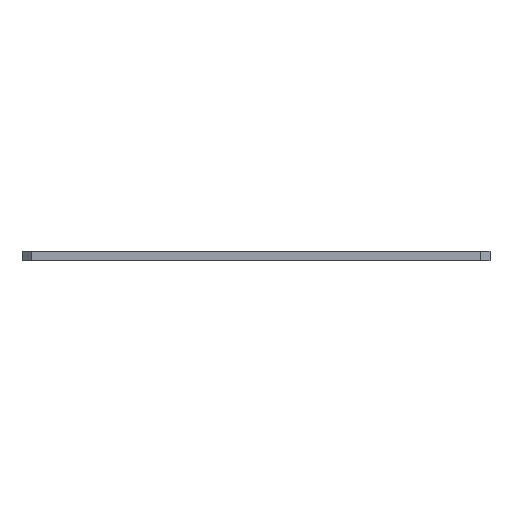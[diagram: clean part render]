
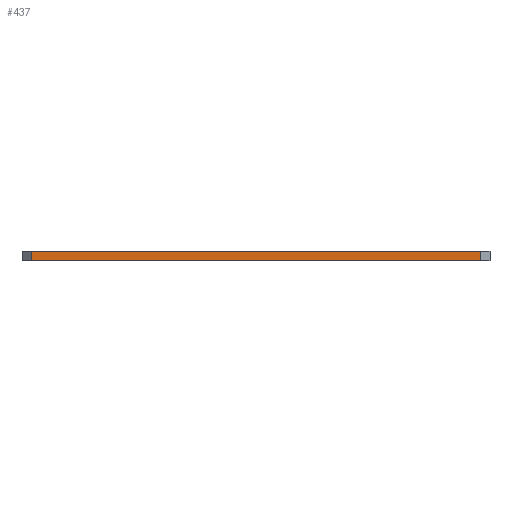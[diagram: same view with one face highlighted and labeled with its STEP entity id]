
A CAD part, front view. The second image highlights one B-rep face of the part: STEP entity #437.
In plain terms, the highlighted planar face has unit normal (0, -1, 0).
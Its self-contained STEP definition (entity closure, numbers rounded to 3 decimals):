
#33 = VERTEX_POINT ( 'NONE', #239 ) ;
#45 = ORIENTED_EDGE ( 'NONE', *, *, #474, .F. ) ;
#68 = LINE ( 'NONE', #347, #352 ) ;
#87 = CARTESIAN_POINT ( 'NONE',  ( 0., -150., -2. ) ) ;
#89 = VERTEX_POINT ( 'NONE', #355 ) ;
#143 = VERTEX_POINT ( 'NONE', #688 ) ;
#148 = CARTESIAN_POINT ( 'NONE',  ( 2., -150., -2. ) ) ;
#153 = DIRECTION ( 'NONE',  ( 0., 0., -1. ) ) ;
#164 = DIRECTION ( 'NONE',  ( -1., 0., 0. ) ) ;
#235 = EDGE_CURVE ( 'NONE', #89, #143, #68, .T. ) ;
#239 = CARTESIAN_POINT ( 'NONE',  ( 2., -150., -2. ) ) ;
#273 = FACE_OUTER_BOUND ( 'NONE', #353, .T. ) ;
#294 = EDGE_CURVE ( 'NONE', #143, #377, #729, .T. ) ;
#310 = PLANE ( 'NONE',  #480 ) ;
#318 = VECTOR ( 'NONE', #431, 1000. ) ;
#347 = CARTESIAN_POINT ( 'NONE',  ( 98., -150., -2. ) ) ;
#351 = DIRECTION ( 'NONE',  ( 0., 0., 1. ) ) ;
#352 = VECTOR ( 'NONE', #351, 1000. ) ;
#353 = EDGE_LOOP ( 'NONE', ( #45, #462, #458, #528 ) ) ;
#355 = CARTESIAN_POINT ( 'NONE',  ( 98., -150., -2. ) ) ;
#377 = VERTEX_POINT ( 'NONE', #717 ) ;
#381 = LINE ( 'NONE', #148, #421 ) ;
#388 = VECTOR ( 'NONE', #164, 1000. ) ;
#421 = VECTOR ( 'NONE', #153, 1000. ) ;
#422 = DIRECTION ( 'NONE',  ( 0., 0., 1. ) ) ;
#431 = DIRECTION ( 'NONE',  ( -1., 0., 0. ) ) ;
#437 = ADVANCED_FACE ( 'NONE', ( #273 ), #310, .F. ) ;
#458 = ORIENTED_EDGE ( 'NONE', *, *, #294, .T. ) ;
#460 = EDGE_CURVE ( 'NONE', #377, #33, #381, .T. ) ;
#462 = ORIENTED_EDGE ( 'NONE', *, *, #235, .T. ) ;
#474 = EDGE_CURVE ( 'NONE', #89, #33, #547, .T. ) ;
#480 = AXIS2_PLACEMENT_3D ( 'NONE', #87, #490, #422 ) ;
#490 = DIRECTION ( 'NONE',  ( 0., 1., 0. ) ) ;
#528 = ORIENTED_EDGE ( 'NONE', *, *, #460, .T. ) ;
#547 = LINE ( 'NONE', #640, #318 ) ;
#612 = CARTESIAN_POINT ( 'NONE',  ( 0., -150., 0. ) ) ;
#640 = CARTESIAN_POINT ( 'NONE',  ( 0., -150., -2. ) ) ;
#688 = CARTESIAN_POINT ( 'NONE',  ( 98., -150., 0. ) ) ;
#717 = CARTESIAN_POINT ( 'NONE',  ( 2., -150., 0. ) ) ;
#729 = LINE ( 'NONE', #612, #388 ) ;
